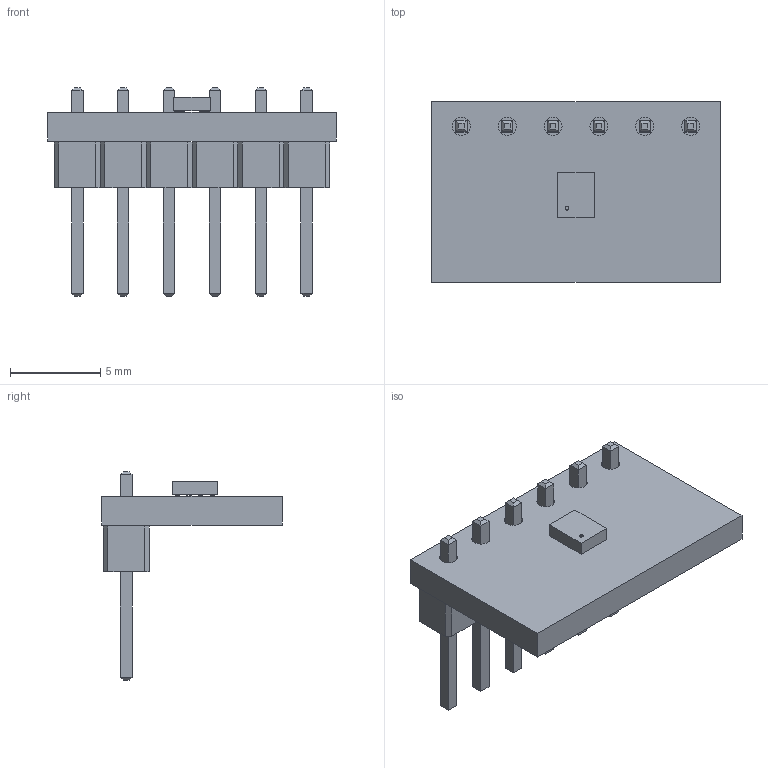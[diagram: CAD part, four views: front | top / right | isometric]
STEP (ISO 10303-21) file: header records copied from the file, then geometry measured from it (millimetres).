
FILE_DESCRIPTION(('KiCad electronic assembly'),'2;1');
FILE_NAME('BME280.step','2023-05-19T22:41:59',('Pcbnew'),('Kicad'), 'Open CASCADE STEP processor 7.6','KiCad to STEP converter','Unknown' );
FILE_SCHEMA(('AUTOMOTIVE_DESIGN { 1 0 10303 214 1 1 1 1 }'));
Length unit declared in the file: millimetre
Products named in the file (6): BME280 1; Bosch_LGA-8_2x2.5mm_P0.65mm_ClockwisePinNumbering; SOLID; PinHeader_1x06_P2.54mm_Vertical; PCB
Assembly tree (5 placements, depth 3):
  BME280 1
    Bosch_LGA-8_2x2.5mm_P0.65mm_ClockwisePinNumbering
      SOLID
    PinHeader_1x06_P2.54mm_Vertical
      SOLID
    PCB
Bounding box: 16 x 10 x 11.54 mm (x, y, z)
Volume: 370.4 mm3; surface area: 745.9 mm2
Topology: 3 solids, 3 shells, 208 faces, 495 edges, 314 vertices
Faces by surface type: plane 201, cylinder 7
Full cylindrical faces by diameter (mm): 0.2 x1, 1 x6
Entity records: 13820 total; most frequent: CARTESIAN_POINT 2091, DIRECTION 1914, LINE 1457, VECTOR 1457, ORIENTED_EDGE 990, PCURVE 990, DEFINITIONAL_REPRESENTATION 990, EDGE_CURVE 495
